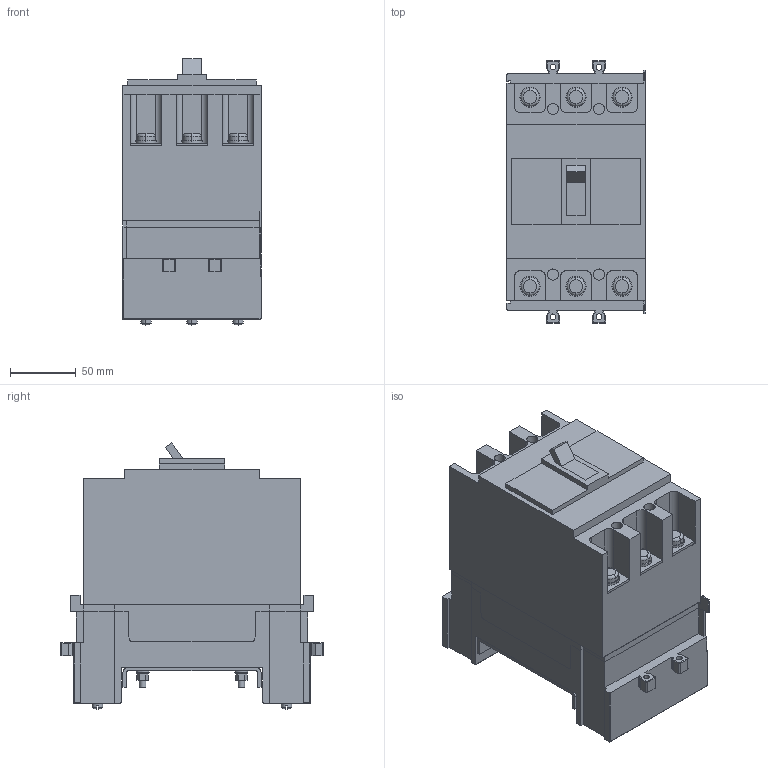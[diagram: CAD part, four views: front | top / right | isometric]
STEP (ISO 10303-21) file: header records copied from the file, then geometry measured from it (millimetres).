
FILE_DESCRIPTION(('CoCreate Modeling STEP Export'),'2;1');
FILE_NAME('Ｈ１００ＮＦ３Ｍ.stp','2016-03-25T13:17:00',(''),(''),'CoCreate Modeling STEP processor for AP214 (Solid Model)','CoCreate Modeling 17.0 01-Apr-2010 (C) Parametric Technology GmbH','');
FILE_SCHEMA(('AUTOMOTIVE_DESIGN { 1 0 10303 214 1 1 1 1 }'));
Length unit declared in the file: millimetre
Products named in the file (14): P4.1; p12.2; P1; P2.3; P3; P4; P5; p8; p6.1; p7.2; p9.4; P11.2; P10; Ｈ１００ＮＦ３Ｍ
Assembly tree (50 placements, depth 2):
  Ｈ１００ＮＦ３Ｍ
    p12.2  x6
    P11.2  x6
    P10  x6
    p9.4  x6
    p7.2  x4
    p6.1  x4
    p8  x4
    P5
    P4
    P2.3  x4
    P3  x6
    P1
    P4.1
Bounding box: 105 x 200 x 202.48 mm (x, y, z)
Volume: 2592158.4 mm3; surface area: 341284.3 mm2
Topology: 50 solids, 50 shells, 853 faces, 2047 edges, 1336 vertices
Faces by surface type: plane 429, cylinder 376, sphere 28, torus 20
Entity records: 14400 total; most frequent: ORIENTED_EDGE 2446, CARTESIAN_POINT 2361, DIRECTION 2324, EDGE_CURVE 1223, VECTOR 806, LINE 806, VERTEX_POINT 796, AXIS2_PLACEMENT_3D 759
